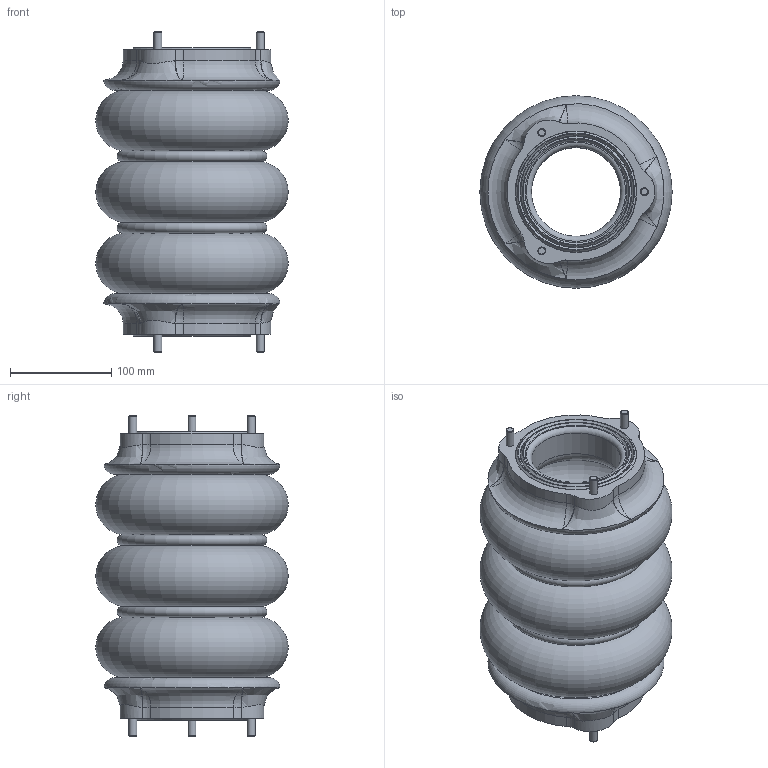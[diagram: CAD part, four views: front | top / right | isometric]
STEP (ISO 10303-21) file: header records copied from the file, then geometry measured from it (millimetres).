
FILE_DESCRIPTION(/* description */ (''),/* implementation_level */ '2;1');
FILE_NAME(/* name */ '6W-190x3-01.stp',/* time_stamp */ '2021-06-15T07:42:36+02:00',/* author */ (''),/* organization */ (''),/* preprocessor_version */ 'ST-DEVELOPER v18.1',/* originating_system */ 'SIEMENS PLM Software NX 1965',/* authorisation */ '');
FILE_SCHEMA (('AP203_CONFIGURATION_CONTROLLED_3D_DESIGN_OF_MECHANICAL_PARTS_AND_ASSEMBLIES_MIM_LF { 1 0 10303 403 2 1 2}'));
Length unit declared in the file: millimetre
Products named in the file (1): hoff119049B9q5tu
Bounding box: 189.99 x 189.99 x 317.21 mm (x, y, z)
Volume: 1614234.2 mm3; surface area: 569027.6 mm2
Topology: 11 solids, 13 shells, 170 faces, 354 edges, 198 vertices
Faces by surface type: torus 54, cylinder 44, cone 28, plane 26, bspline 18
Full cylindrical faces by diameter (mm): 6.8 x6, 7.76 x6, 88 x2, 96 x2, 119.958 x2, 120 x2
Entity records: 4720 total; most frequent: CARTESIAN_POINT 1537, DIRECTION 682, ORIENTED_EDGE 460, AXIS2_PLACEMENT_3D 329, EDGE_LOOP 260, EDGE_CURVE 230, FACE_BOUND 198, VERTEX_POINT 180
